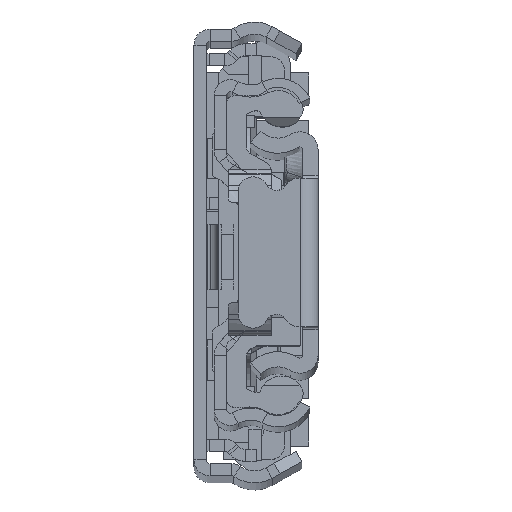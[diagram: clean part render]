
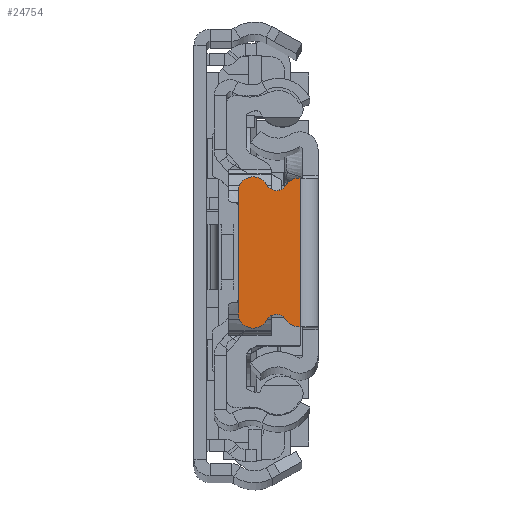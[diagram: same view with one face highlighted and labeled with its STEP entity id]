
A CAD part, top view. The second image highlights one B-rep face of the part: STEP entity #24754.
In plain terms, the highlighted planar face has unit normal (0, 0, 1).
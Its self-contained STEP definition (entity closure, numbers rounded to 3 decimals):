
#135 = VERTEX_POINT ( 'NONE', #19644 ) ;
#491 = LINE ( 'NONE', #28844, #26978 ) ;
#698 = VERTEX_POINT ( 'NONE', #14391 ) ;
#1198 = EDGE_CURVE ( 'NONE', #698, #28389, #15713, .T. ) ;
#1570 = ORIENTED_EDGE ( 'NONE', *, *, #6702, .T. ) ;
#2428 = CARTESIAN_POINT ( 'NONE',  ( -6.429, 6., 0. ) ) ;
#2868 = AXIS2_PLACEMENT_3D ( 'NONE', #18369, #20555, #33258 ) ;
#3457 = VECTOR ( 'NONE', #6898, 1000. ) ;
#4159 = CARTESIAN_POINT ( 'NONE',  ( -1.929, 7.37, 0. ) ) ;
#4483 = VERTEX_POINT ( 'NONE', #16511 ) ;
#4526 = VERTEX_POINT ( 'NONE', #26665 ) ;
#5178 = CARTESIAN_POINT ( 'NONE',  ( -1.929, 5.87, 0. ) ) ;
#5397 = ORIENTED_EDGE ( 'NONE', *, *, #29468, .F. ) ;
#5703 = DIRECTION ( 'NONE',  ( 0., 0., -1. ) ) ;
#5707 = DIRECTION ( 'NONE',  ( 0., -1., 0. ) ) ;
#6193 = CARTESIAN_POINT ( 'NONE',  ( -1.75, 7.37, 0. ) ) ;
#6624 = DIRECTION ( 'NONE',  ( 1., 0., 0. ) ) ;
#6702 = EDGE_CURVE ( 'NONE', #4483, #23493, #9346, .T. ) ;
#6898 = DIRECTION ( 'NONE',  ( -1., 0., 0. ) ) ;
#6994 = DIRECTION ( 'NONE',  ( -1., 0., 0. ) ) ;
#7025 = CARTESIAN_POINT ( 'NONE',  ( -1.929, 7.37, 0. ) ) ;
#7399 = CARTESIAN_POINT ( 'NONE',  ( -1.929, -7.37, 0. ) ) ;
#8245 = DIRECTION ( 'NONE',  ( 0., -1., 0. ) ) ;
#8528 = ORIENTED_EDGE ( 'NONE', *, *, #20879, .T. ) ;
#9346 = CIRCLE ( 'NONE', #2868, 1.5 ) ;
#9386 = VERTEX_POINT ( 'NONE', #4159 ) ;
#9504 = EDGE_CURVE ( 'NONE', #9386, #30828, #14470, .T. ) ;
#10393 = EDGE_CURVE ( 'NONE', #30652, #4483, #491, .T. ) ;
#10483 = ORIENTED_EDGE ( 'NONE', *, *, #27051, .F. ) ;
#11433 = AXIS2_PLACEMENT_3D ( 'NONE', #19685, #18905, #29841 ) ;
#11677 = CIRCLE ( 'NONE', #12715, 1.5 ) ;
#12262 = DIRECTION ( 'NONE',  ( 1., 0., 0. ) ) ;
#12715 = AXIS2_PLACEMENT_3D ( 'NONE', #27030, #19743, #16881 ) ;
#13692 = CIRCLE ( 'NONE', #16893, 1.1 ) ;
#14391 = CARTESIAN_POINT ( 'NONE',  ( -3.206, 6.658, 0. ) ) ;
#14470 = LINE ( 'NONE', #7025, #19882 ) ;
#14935 = CARTESIAN_POINT ( 'NONE',  ( -1.75, -7.37, 0. ) ) ;
#15713 = CIRCLE ( 'NONE', #11433, 1.1 ) ;
#16029 = CIRCLE ( 'NONE', #27363, 1.5 ) ;
#16173 = CARTESIAN_POINT ( 'NONE',  ( -4.142, -7.236, 0. ) ) ;
#16338 = ORIENTED_EDGE ( 'NONE', *, *, #33381, .T. ) ;
#16355 = LINE ( 'NONE', #20887, #31024 ) ;
#16511 = CARTESIAN_POINT ( 'NONE',  ( -7.929, -6., 0. ) ) ;
#16851 = EDGE_CURVE ( 'NONE', #23493, #4526, #13692, .T. ) ;
#16881 = DIRECTION ( 'NONE',  ( 1., 0., 0. ) ) ;
#16893 = AXIS2_PLACEMENT_3D ( 'NONE', #16173, #5703, #21047 ) ;
#17110 = DIRECTION ( 'NONE',  ( 0., 0., 1. ) ) ;
#18335 = DIRECTION ( 'NONE',  ( 0., 0., 1. ) ) ;
#18369 = CARTESIAN_POINT ( 'NONE',  ( -6.429, -6., 0. ) ) ;
#18533 = EDGE_CURVE ( 'NONE', #28389, #30652, #26207, .T. ) ;
#18905 = DIRECTION ( 'NONE',  ( 0., 0., -1. ) ) ;
#19283 = FACE_OUTER_BOUND ( 'NONE', #32310, .T. ) ;
#19644 = CARTESIAN_POINT ( 'NONE',  ( -1.929, -7.37, 0. ) ) ;
#19685 = CARTESIAN_POINT ( 'NONE',  ( -4.142, 7.236, 0. ) ) ;
#19743 = DIRECTION ( 'NONE',  ( 0., 0., 1. ) ) ;
#19882 = VECTOR ( 'NONE', #12262, 1000. ) ;
#19999 = VERTEX_POINT ( 'NONE', #14935 ) ;
#20144 = ORIENTED_EDGE ( 'NONE', *, *, #1198, .T. ) ;
#20555 = DIRECTION ( 'NONE',  ( 0., 0., 1. ) ) ;
#20879 = EDGE_CURVE ( 'NONE', #4526, #135, #11677, .T. ) ;
#20887 = CARTESIAN_POINT ( 'NONE',  ( -1.75, 0., 0. ) ) ;
#21047 = DIRECTION ( 'NONE',  ( -1., 0., 0. ) ) ;
#21644 = CARTESIAN_POINT ( 'NONE',  ( 397.771, 0., 0. ) ) ;
#22330 = ORIENTED_EDGE ( 'NONE', *, *, #16851, .T. ) ;
#22771 = ORIENTED_EDGE ( 'NONE', *, *, #18533, .T. ) ;
#23493 = VERTEX_POINT ( 'NONE', #24516 ) ;
#24516 = CARTESIAN_POINT ( 'NONE',  ( -5.109, -6.713, 0. ) ) ;
#24754 = ADVANCED_FACE ( 'NONE', ( #19283 ), #29603, .T. ) ;
#26207 = CIRCLE ( 'NONE', #30526, 1.5 ) ;
#26665 = CARTESIAN_POINT ( 'NONE',  ( -3.206, -6.658, 0. ) ) ;
#26978 = VECTOR ( 'NONE', #5707, 1000. ) ;
#27030 = CARTESIAN_POINT ( 'NONE',  ( -1.929, -5.87, 0. ) ) ;
#27051 = EDGE_CURVE ( 'NONE', #19999, #135, #30039, .T. ) ;
#27363 = AXIS2_PLACEMENT_3D ( 'NONE', #5178, #18335, #31372 ) ;
#28156 = ORIENTED_EDGE ( 'NONE', *, *, #9504, .F. ) ;
#28389 = VERTEX_POINT ( 'NONE', #32399 ) ;
#28844 = CARTESIAN_POINT ( 'NONE',  ( -7.929, -6., 0. ) ) ;
#28863 = AXIS2_PLACEMENT_3D ( 'NONE', #21644, #31991, #6624 ) ;
#29468 = EDGE_CURVE ( 'NONE', #30828, #19999, #16355, .T. ) ;
#29595 = ORIENTED_EDGE ( 'NONE', *, *, #10393, .T. ) ;
#29603 = PLANE ( 'NONE',  #28863 ) ;
#29841 = DIRECTION ( 'NONE',  ( 1., 0., 0. ) ) ;
#30039 = LINE ( 'NONE', #7399, #3457 ) ;
#30515 = CARTESIAN_POINT ( 'NONE',  ( -7.929, 6., 0. ) ) ;
#30526 = AXIS2_PLACEMENT_3D ( 'NONE', #2428, #17110, #6994 ) ;
#30652 = VERTEX_POINT ( 'NONE', #30515 ) ;
#30828 = VERTEX_POINT ( 'NONE', #6193 ) ;
#31024 = VECTOR ( 'NONE', #8245, 1000. ) ;
#31372 = DIRECTION ( 'NONE',  ( -1., 0., 0. ) ) ;
#31991 = DIRECTION ( 'NONE',  ( 0., 0., 1. ) ) ;
#32310 = EDGE_LOOP ( 'NONE', ( #5397, #28156, #16338, #20144, #22771, #29595, #1570, #22330, #8528, #10483 ) ) ;
#32399 = CARTESIAN_POINT ( 'NONE',  ( -5.109, 6.713, 0. ) ) ;
#33258 = DIRECTION ( 'NONE',  ( 1., 0., 0. ) ) ;
#33381 = EDGE_CURVE ( 'NONE', #9386, #698, #16029, .T. ) ;
